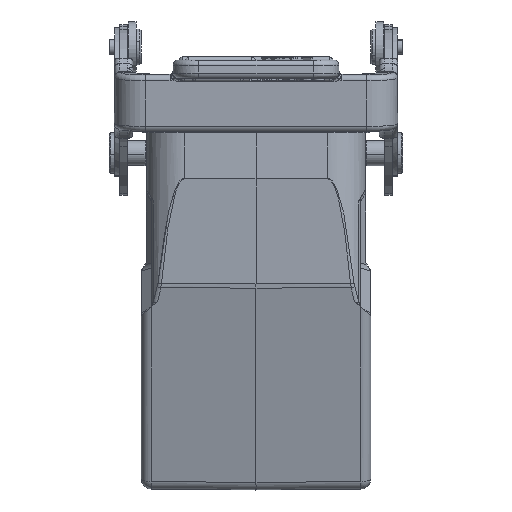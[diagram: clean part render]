
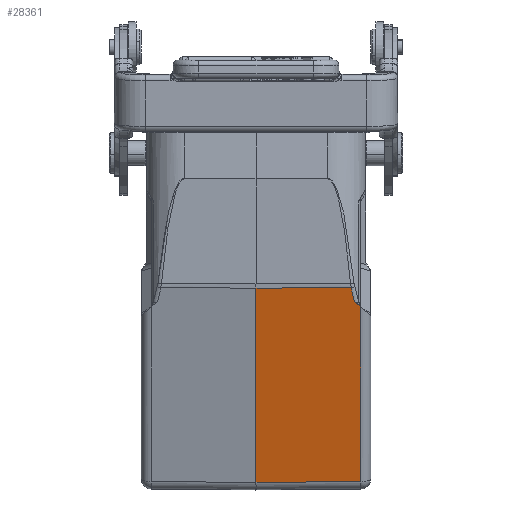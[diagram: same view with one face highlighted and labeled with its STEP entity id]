
A CAD part, left-side view. The second image highlights one B-rep face of the part: STEP entity #28361.
In plain terms, the highlighted planar face has unit normal (-0.966, -0.009, -0.259).
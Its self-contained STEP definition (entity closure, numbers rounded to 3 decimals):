
#80=CARTESIAN_POINT('',(-33.383,-20.517,-36.083));
#96=DIRECTION('',(-0.259,0.,0.966));
#97=VECTOR('',#96,35.464);
#98=CARTESIAN_POINT('',(-24.205,-20.517,-70.339));
#99=LINE('',#98,#97);
#128=DIRECTION('',(-0.259,0.,0.966));
#129=VECTOR('',#128,39.439);
#130=CARTESIAN_POINT('',(-24.342,0.,
-70.518));
#131=LINE('',#130,#129);
#132=CARTESIAN_POINT('',(-34.389,-18.655,
-32.394));
#133=CARTESIAN_POINT('',(-34.15,-18.889,
-33.278));
#134=CARTESIAN_POINT('',(-33.909,-19.089,
-34.171));
#135=CARTESIAN_POINT('',(-33.666,-19.266,
-35.069));
#137=DIRECTION('',(0.173,-0.765,-0.62));
#138=VECTOR('',#137,1.636);
#139=CARTESIAN_POINT('',(-33.666,-19.266,
-35.069));
#140=LINE('',#139,#138);
#141=DIRECTION('',(-0.007,1.,-0.009));
#142=VECTOR('',#141,20.519);
#143=CARTESIAN_POINT('',(-24.205,-20.517,
-70.339));
#144=LINE('',#143,#142);
#14971=DIRECTION('',(-0.009,1.,-0.002));
#14972=VECTOR('',#14971,18.656);
#14973=CARTESIAN_POINT('',(-34.389,-18.655,
-32.394));
#14974=LINE('',#14973,#14972);
#23188=VERTEX_POINT('',#80);
#23189=CARTESIAN_POINT('',(-24.205,-20.517,
-70.339));
#23190=VERTEX_POINT('',#23189);
#23191=CARTESIAN_POINT('',(-33.666,-19.266,
-35.069));
#23192=VERTEX_POINT('',#23191);
#23198=CARTESIAN_POINT('',(-34.389,-18.655,
-32.394));
#23199=CARTESIAN_POINT('',(-34.55,0.,
-32.423));
#23200=VERTEX_POINT('',#23198);
#23201=VERTEX_POINT('',#23199);
#23202=CARTESIAN_POINT('',(-24.342,0.,
-70.518));
#23203=VERTEX_POINT('',#23202);
#28344=CARTESIAN_POINT('',(-23.945,0.,-72.));
#28345=DIRECTION('',(-0.966,-0.009,-0.259));
#28346=DIRECTION('',(-0.259,0.,0.966));
#28347=AXIS2_PLACEMENT_3D('',#28344,#28345,#28346);
#28348=PLANE('',#28347);
#28350=ORIENTED_EDGE('',*,*,#28349,.T.);
#28352=ORIENTED_EDGE('',*,*,#28351,.F.);
#28354=ORIENTED_EDGE('',*,*,#28353,.T.);
#28355=ORIENTED_EDGE('',*,*,#28327,.T.);
#28356=ORIENTED_EDGE('',*,*,#28317,.F.);
#28358=ORIENTED_EDGE('',*,*,#28357,.T.);
#28359=EDGE_LOOP('',(#28350,#28352,#28354,#28355,#28356,#28358));
#28360=FACE_OUTER_BOUND('',#28359,.F.);
#28361=ADVANCED_FACE('',(#28360),#28348,.T.);
#136=B_SPLINE_CURVE_WITH_KNOTS('',3,(#132,#133,#134,#135),.UNSPECIFIED.,.F.,.F.,
(4,4),(0.,1.),.UNSPECIFIED.);
#28317=EDGE_CURVE('',#23190,#23188,#99,.T.);
#28327=EDGE_CURVE('',#23192,#23188,#140,.T.);
#28349=EDGE_CURVE('',#23203,#23201,#131,.T.);
#28351=EDGE_CURVE('',#23200,#23201,#14974,.T.);
#28353=EDGE_CURVE('',#23200,#23192,#136,.T.);
#28357=EDGE_CURVE('',#23190,#23203,#144,.T.);
